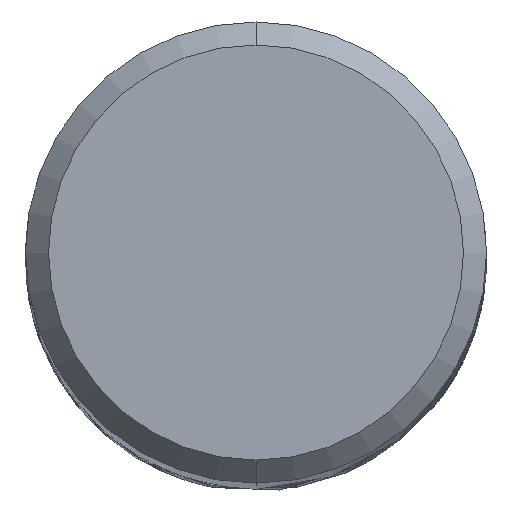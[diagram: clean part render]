
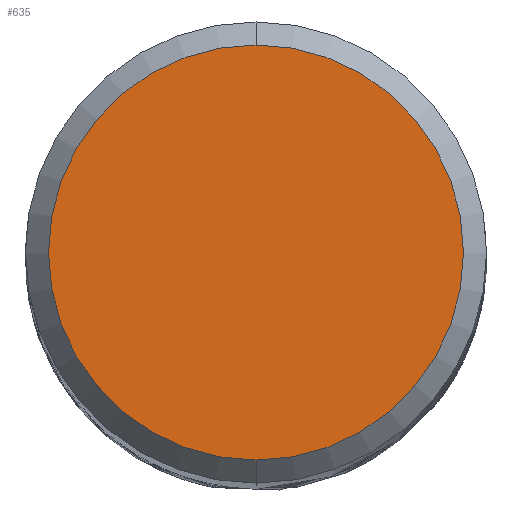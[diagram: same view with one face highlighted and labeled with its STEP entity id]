
A CAD part, top view. The second image highlights one B-rep face of the part: STEP entity #635.
In plain terms, the highlighted planar face has unit normal (0, 0, 1).
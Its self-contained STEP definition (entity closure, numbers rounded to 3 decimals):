
#471=EDGE_CURVE('',#553,#765,#1025,.T.);
#553=VERTEX_POINT('',#1110);
#635=ADVANCED_FACE('',(#1201),#1202,.T.);
#691=EDGE_CURVE('',#765,#553,#1265,.T.);
#765=VERTEX_POINT('',#1345);
#1025=CIRCLE('',#2749,4.5);
#1110=CARTESIAN_POINT('',(0.0,4.5,0.0));
#1201=FACE_OUTER_BOUND('',#4048,.T.);
#1202=PLANE('',#4049);
#1265=CIRCLE('',#4837,4.5);
#1345=CARTESIAN_POINT('',(0.,-4.5,0.0));
#2749=AXIS2_PLACEMENT_3D('',#6164,#6165,#6166);
#4048=EDGE_LOOP('',(#6313,#6314));
#4049=AXIS2_PLACEMENT_3D('',#6315,#6316,#6317);
#4837=AXIS2_PLACEMENT_3D('',#6393,#6394,#6395);
#6164=CARTESIAN_POINT('',(0.0,0.0,0.0));
#6165=DIRECTION('',(0.0,0.0,-1.0));
#6166=DIRECTION('',(0.0,1.0,0.0));
#6313=ORIENTED_EDGE('',*,*,#471,.F.);
#6314=ORIENTED_EDGE('',*,*,#691,.F.);
#6315=CARTESIAN_POINT('',(0.0,2.25,0.0));
#6316=DIRECTION('',(-0.0,0.0,1.0));
#6317=DIRECTION('',(0.0,-1.0,0.0));
#6393=CARTESIAN_POINT('',(0.0,0.0,0.0));
#6394=DIRECTION('',(0.0,0.0,-1.0));
#6395=DIRECTION('',(0.0,1.0,0.0));
